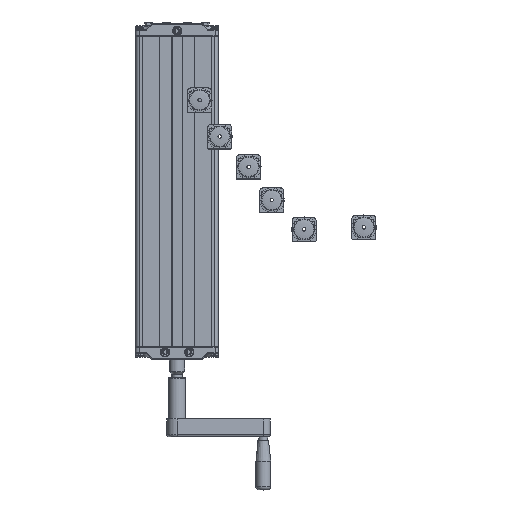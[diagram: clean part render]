
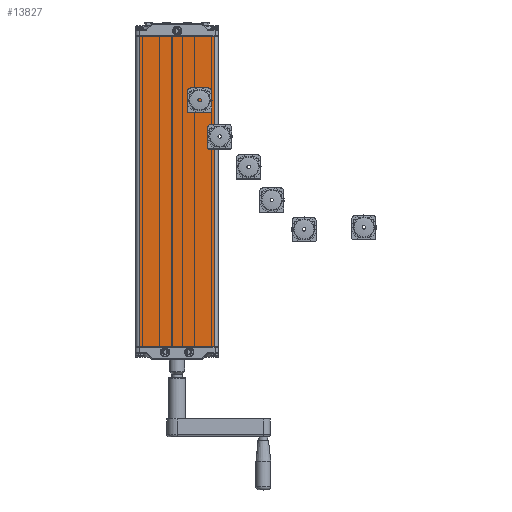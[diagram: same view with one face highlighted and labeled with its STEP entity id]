
A CAD part, top view. The second image highlights one B-rep face of the part: STEP entity #13827.
In plain terms, the highlighted planar face has unit normal (0, 0, 1).
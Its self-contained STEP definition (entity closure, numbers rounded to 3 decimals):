
#2101=FACE_OUTER_BOUND('',#2965,.T.);
#2965=EDGE_LOOP('',(#9287,#9288,#9289,#9290));
#3901=LINE('',#21746,#4883);
#3902=LINE('',#21748,#4884);
#3903=LINE('',#21750,#4885);
#3904=LINE('',#21751,#4886);
#4883=VECTOR('',#17028,449.5);
#4884=VECTOR('',#17029,108.);
#4885=VECTOR('',#17030,449.5);
#4886=VECTOR('',#17031,108.);
#5865=VERTEX_POINT('',#21744);
#5866=VERTEX_POINT('',#21745);
#5867=VERTEX_POINT('',#21747);
#5868=VERTEX_POINT('',#21749);
#7168=EDGE_CURVE('',#5865,#5866,#3901,.F.);
#7169=EDGE_CURVE('',#5866,#5867,#3902,.T.);
#7170=EDGE_CURVE('',#5867,#5868,#3903,.T.);
#7171=EDGE_CURVE('',#5868,#5865,#3904,.F.);
#9287=ORIENTED_EDGE('',*,*,#7168,.T.);
#9288=ORIENTED_EDGE('',*,*,#7169,.T.);
#9289=ORIENTED_EDGE('',*,*,#7170,.T.);
#9290=ORIENTED_EDGE('',*,*,#7171,.T.);
#13525=PLANE('',#15154);
#13827=ADVANCED_FACE('',(#2101),#13525,.T.);
#15154=AXIS2_PLACEMENT_3D('',#21743,#17026,#17027);
#17026=DIRECTION('center_axis',(0.,0.,1.));
#17027=DIRECTION('ref_axis',(1.,0.,0.));
#17028=DIRECTION('',(0.,-1.,0.));
#17029=DIRECTION('',(-1.,0.,0.));
#17030=DIRECTION('',(0.,-1.,0.));
#17031=DIRECTION('',(-1.,0.,0.));
#21743=CARTESIAN_POINT('Origin',(60.,450.5,30.));
#21744=CARTESIAN_POINT('',(54.,0.5,30.));
#21745=CARTESIAN_POINT('',(54.,450.,30.));
#21746=CARTESIAN_POINT('',(54.,450.,30.));
#21747=CARTESIAN_POINT('',(-54.,450.,30.));
#21748=CARTESIAN_POINT('',(54.,450.,30.));
#21749=CARTESIAN_POINT('',(-54.,0.5,30.));
#21750=CARTESIAN_POINT('',(-54.,450.,30.));
#21751=CARTESIAN_POINT('',(54.,0.5,30.));
